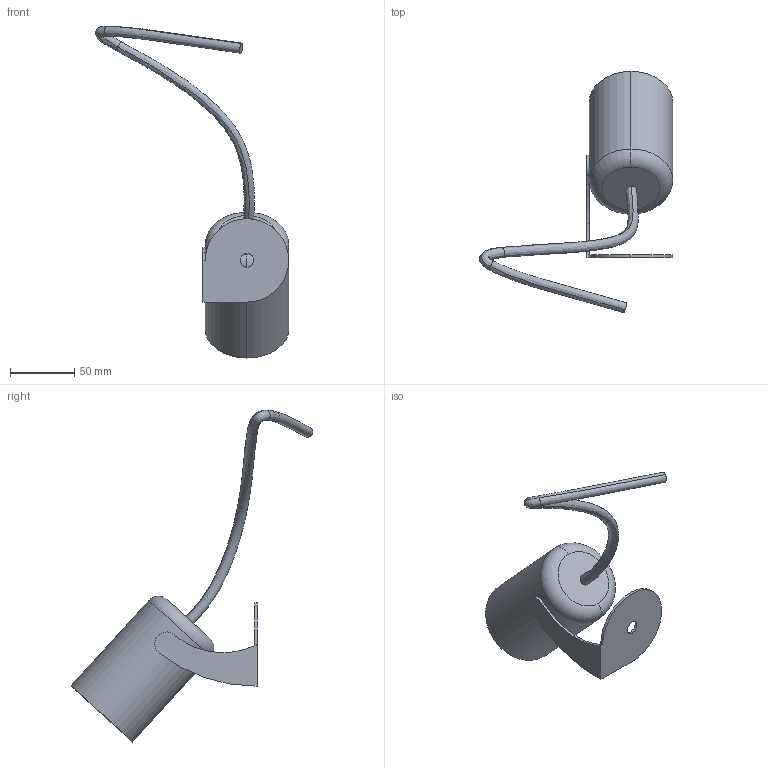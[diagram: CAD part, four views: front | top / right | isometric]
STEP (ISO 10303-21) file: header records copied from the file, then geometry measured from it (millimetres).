
FILE_DESCRIPTION (( 'STEP AP214' ), '1' );
FILE_NAME ('DOT SPOT 3D MODEL.STEP', '2016-10-20T12:38:34', ( 'Utente' ), ( '' ), 'SwSTEP 2.0', 'SolidWorks 2016', '' );
FILE_SCHEMA (( 'AUTOMOTIVE_DESIGN' ));
Length unit declared in the file: millimetre
Products named in the file (1): DOT SPOT 3D MODEL
Bounding box: 150.71 x 188.35 x 258.71 mm (x, y, z)
Volume: 354804.3 mm3; surface area: 48033.2 mm2
Topology: 2 solids, 2 shells, 41 faces, 85 edges, 53 vertices
Faces by surface type: cylinder 18, plane 15, bspline 6, torus 2
Entity records: 2060 total; most frequent: CARTESIAN_POINT 880, DIRECTION 191, ORIENTED_EDGE 170, EDGE_CURVE 85, AXIS2_PLACEMENT_3D 80, VERTEX_POINT 53, EDGE_LOOP 48, CIRCLE 44
